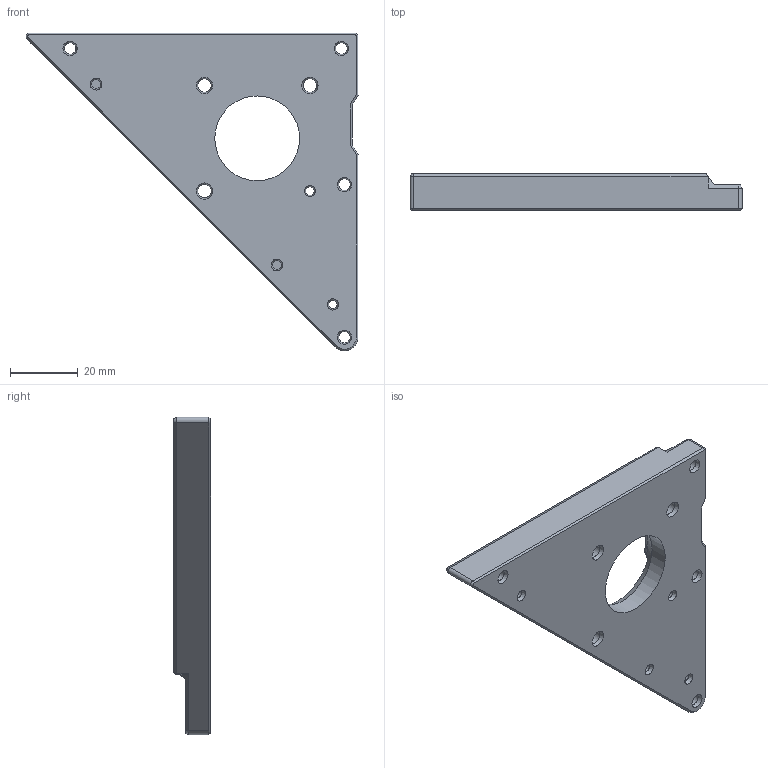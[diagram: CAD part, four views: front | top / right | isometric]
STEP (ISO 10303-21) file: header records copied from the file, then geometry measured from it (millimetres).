
FILE_DESCRIPTION(/* description */ (''),/* implementation_level */ '2;1');
FILE_NAME(/* name */ 'MOTORBRACKET_RIGHT_V01.step',/* time_stamp */ '2023-01-16T22:40:20+01:00',/* author */ (''),/* organization */ (''),/* preprocessor_version */ 'ST-DEVELOPER v19.2',/* originating_system */ 'Autodesk Translation Framework v11.17.0.187',/* authorisation */ '');
FILE_SCHEMA (('AUTOMOTIVE_DESIGN { 1 0 10303 214 3 1 1 }','INTEGRATED_CNC_SCHEMA'));
Length unit declared in the file: millimetre
Products named in the file (1): MOTORBRACKET_RIGHT_V01_PR
Bounding box: 97.91 x 11 x 93.66 mm (x, y, z)
Volume: 40768.4 mm3; surface area: 13253 mm2
Topology: 1 solids, 1 shells, 86 faces, 208 edges, 125 vertices
Faces by surface type: cone 37, plane 33, cylinder 16
Full cylindrical faces by diameter (mm): 2.5 x2, 2.7 x2, 3.4 x4, 4 x3, 25 x1
Entity records: 2580 total; most frequent: DIRECTION 466, CARTESIAN_POINT 435, ORIENTED_EDGE 416, EDGE_CURVE 208, AXIS2_PLACEMENT_3D 173, VERTEX_POINT 125, LINE 120, VECTOR 120
